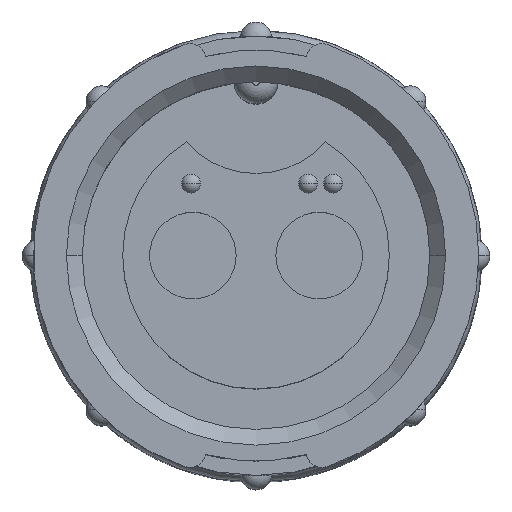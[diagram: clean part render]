
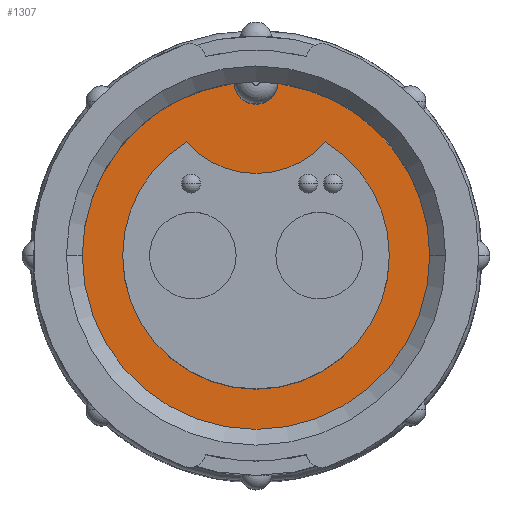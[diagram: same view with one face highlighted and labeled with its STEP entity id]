
A CAD part, top view. The second image highlights one B-rep face of the part: STEP entity #1307.
In plain terms, the highlighted planar face has unit normal (0, 0, 1).
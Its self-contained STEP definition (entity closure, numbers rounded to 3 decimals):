
#71 = ORIENTED_EDGE ( 'NONE', *, *, #4188, .F. ) ;
#117 = DIRECTION ( 'NONE',  ( 0., 0., 1. ) ) ;
#278 = DIRECTION ( 'NONE',  ( 0., 0., 1. ) ) ;
#558 = EDGE_CURVE ( 'NONE', #4782, #3339, #789, .T. ) ;
#579 = ORIENTED_EDGE ( 'NONE', *, *, #3482, .F. ) ;
#643 = VERTEX_POINT ( 'NONE', #2656 ) ;
#727 = ORIENTED_EDGE ( 'NONE', *, *, #1896, .T. ) ;
#789 = CIRCLE ( 'NONE', #2754, 5.359 ) ;
#815 = DIRECTION ( 'NONE',  ( 0., 0., 1. ) ) ;
#859 = ORIENTED_EDGE ( 'NONE', *, *, #4906, .T. ) ;
#890 = VERTEX_POINT ( 'NONE', #1936 ) ;
#991 = ORIENTED_EDGE ( 'NONE', *, *, #2721, .F. ) ;
#1136 = CARTESIAN_POINT ( 'NONE',  ( 2.794, 4.573, -8.382 ) ) ;
#1220 = CARTESIAN_POINT ( 'NONE',  ( 0., 0., -8.382 ) ) ;
#1307 = ADVANCED_FACE ( 'NONE', ( #3050, #3189 ), #3171, .T. ) ;
#1313 = AXIS2_PLACEMENT_3D ( 'NONE', #2683, #6075, #3156 ) ;
#1367 = AXIS2_PLACEMENT_3D ( 'NONE', #2852, #6239, #3332 ) ;
#1377 = ORIENTED_EDGE ( 'NONE', *, *, #558, .F. ) ;
#1406 = VERTEX_POINT ( 'NONE', #5208 ) ;
#1478 = CARTESIAN_POINT ( 'NONE',  ( 0., 6.985, -8.382 ) ) ;
#1727 = CARTESIAN_POINT ( 'NONE',  ( 0., 0., -8.382 ) ) ;
#1747 = CIRCLE ( 'NONE', #1313, 6.985 ) ;
#1896 = EDGE_CURVE ( 'NONE', #5481, #4994, #3340, .T. ) ;
#1936 = CARTESIAN_POINT ( 'NONE',  ( -2.794, 4.573, -8.382 ) ) ;
#1971 = DIRECTION ( 'NONE',  ( 1., 0., 0. ) ) ;
#2213 = DIRECTION ( 'NONE',  ( 1., 0., 0. ) ) ;
#2332 = ORIENTED_EDGE ( 'NONE', *, *, #2957, .T. ) ;
#2447 = CIRCLE ( 'NONE', #1367, 3.706 ) ;
#2533 = CARTESIAN_POINT ( 'NONE',  ( 0., 0., -8.382 ) ) ;
#2548 = DIRECTION ( 'NONE',  ( 0., 0., 1. ) ) ;
#2656 = CARTESIAN_POINT ( 'NONE',  ( -5.359, 0., -8.382 ) ) ;
#2683 = CARTESIAN_POINT ( 'NONE',  ( 0., 0., -8.382 ) ) ;
#2721 = EDGE_CURVE ( 'NONE', #3339, #890, #2447, .T. ) ;
#2726 = AXIS2_PLACEMENT_3D ( 'NONE', #1220, #278, #3674 ) ;
#2754 = AXIS2_PLACEMENT_3D ( 'NONE', #5463, #2548, #5944 ) ;
#2852 = CARTESIAN_POINT ( 'NONE',  ( 0., 7.008, -8.382 ) ) ;
#2951 = VERTEX_POINT ( 'NONE', #6035 ) ;
#2957 = EDGE_CURVE ( 'NONE', #1406, #2951, #1747, .T. ) ;
#3018 = DIRECTION ( 'NONE',  ( 1., 0., 0. ) ) ;
#3025 = CARTESIAN_POINT ( 'NONE',  ( 0., 0., -8.382 ) ) ;
#3050 = FACE_BOUND ( 'NONE', #3507, .T. ) ;
#3087 = CIRCLE ( 'NONE', #4408, 6.985 ) ;
#3150 = AXIS2_PLACEMENT_3D ( 'NONE', #3025, #117, #3500 ) ;
#3156 = DIRECTION ( 'NONE',  ( 1., 0., 0. ) ) ;
#3171 = PLANE ( 'NONE',  #2726 ) ;
#3189 = FACE_OUTER_BOUND ( 'NONE', #4623, .T. ) ;
#3332 = DIRECTION ( 'NONE',  ( 1., 0., 0. ) ) ;
#3339 = VERTEX_POINT ( 'NONE', #1136 ) ;
#3340 = CIRCLE ( 'NONE', #3982, 6.985 ) ;
#3482 = EDGE_CURVE ( 'NONE', #890, #643, #4929, .T. ) ;
#3500 = DIRECTION ( 'NONE',  ( 1., 0., 0. ) ) ;
#3507 = EDGE_LOOP ( 'NONE', ( #579, #991, #1377, #71 ) ) ;
#3511 = CARTESIAN_POINT ( 'NONE',  ( 5.359, 0., -8.382 ) ) ;
#3565 = AXIS2_PLACEMENT_3D ( 'NONE', #1478, #4875, #1971 ) ;
#3674 = DIRECTION ( 'NONE',  ( 1., 0., 0. ) ) ;
#3714 = CARTESIAN_POINT ( 'NONE',  ( 0., 0., -8.382 ) ) ;
#3715 = AXIS2_PLACEMENT_3D ( 'NONE', #3714, #815, #4216 ) ;
#3982 = AXIS2_PLACEMENT_3D ( 'NONE', #2533, #5923, #3018 ) ;
#4188 = EDGE_CURVE ( 'NONE', #643, #4782, #6052, .T. ) ;
#4216 = DIRECTION ( 'NONE',  ( 1., 0., 0. ) ) ;
#4326 = CARTESIAN_POINT ( 'NONE',  ( 6.985, 0., -8.382 ) ) ;
#4395 = ORIENTED_EDGE ( 'NONE', *, *, #4644, .F. ) ;
#4408 = AXIS2_PLACEMENT_3D ( 'NONE', #1727, #5116, #2213 ) ;
#4415 = CARTESIAN_POINT ( 'NONE',  ( 0.887, 6.928, -8.382 ) ) ;
#4623 = EDGE_LOOP ( 'NONE', ( #2332, #859, #727, #4395 ) ) ;
#4644 = EDGE_CURVE ( 'NONE', #1406, #4994, #5376, .T. ) ;
#4782 = VERTEX_POINT ( 'NONE', #3511 ) ;
#4875 = DIRECTION ( 'NONE',  ( 0., 0., 1. ) ) ;
#4906 = EDGE_CURVE ( 'NONE', #2951, #5481, #3087, .T. ) ;
#4929 = CIRCLE ( 'NONE', #3715, 5.359 ) ;
#4994 = VERTEX_POINT ( 'NONE', #4415 ) ;
#5116 = DIRECTION ( 'NONE',  ( 0., 0., 1. ) ) ;
#5208 = CARTESIAN_POINT ( 'NONE',  ( -0.887, 6.928, -8.382 ) ) ;
#5376 = CIRCLE ( 'NONE', #3565, 0.889 ) ;
#5463 = CARTESIAN_POINT ( 'NONE',  ( 0., 0., -8.382 ) ) ;
#5481 = VERTEX_POINT ( 'NONE', #4326 ) ;
#5923 = DIRECTION ( 'NONE',  ( 0., 0., 1. ) ) ;
#5944 = DIRECTION ( 'NONE',  ( 1., 0., 0. ) ) ;
#6035 = CARTESIAN_POINT ( 'NONE',  ( -6.985, 0., -8.382 ) ) ;
#6052 = CIRCLE ( 'NONE', #3150, 5.359 ) ;
#6075 = DIRECTION ( 'NONE',  ( 0., 0., 1. ) ) ;
#6239 = DIRECTION ( 'NONE',  ( 0., 0., -1. ) ) ;
